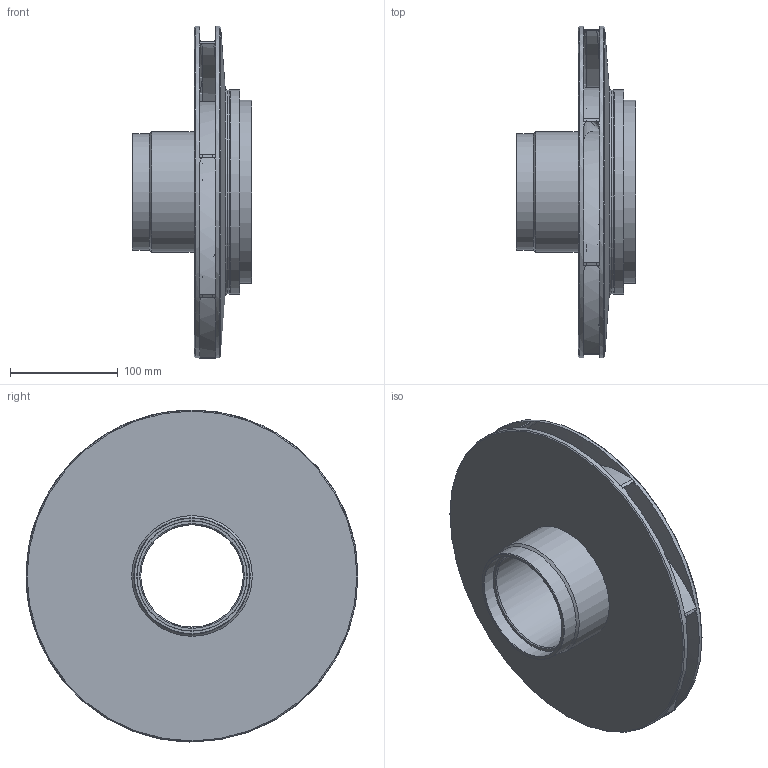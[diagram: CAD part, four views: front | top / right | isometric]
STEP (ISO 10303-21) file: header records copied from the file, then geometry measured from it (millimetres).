
FILE_DESCRIPTION(('STEP AP242'), '1');
FILE_NAME('18. Ðàáî÷åå êîëåñî ïðîìåæóòî÷íîé ñòóïåíè', '', ('UNSPECIFIED'), ('UNSPECIFIED'), 'C3D Converter', 'C3D Toolkit', '');
FILE_SCHEMA(('AP242_MANAGED_MODEL_BASED_3D_ENGINEERING_MIM_LF { 1 0 10303 442 1 1 4 }'));
Length unit declared in the file: millimetre
Bounding box: 111 x 308 x 308.02 mm (x, y, z)
Volume: 988613.5 mm3; surface area: 383625.7 mm2
Topology: 1 solids, 1 shells, 119 faces, 311 edges, 185 vertices
Faces by surface type: cone 32, plane 32, cylinder 28, bspline 14, torus 13
Full cylindrical faces by diameter (mm): 95 x1, 102 x2, 108 x2, 112 x1, 157 x1, 170 x1, 189 x1, 190 x1, 308 x2
Entity records: 9114 total; most frequent: CARTESIAN_POINT 5492, ORIENTED_EDGE 562, DIRECTION 509, EDGE_CURVE 281, AXIS2_PLACEMENT_3D 231, VERTEX_POINT 183, EDGE_LOOP 152, CIRCLE 126
